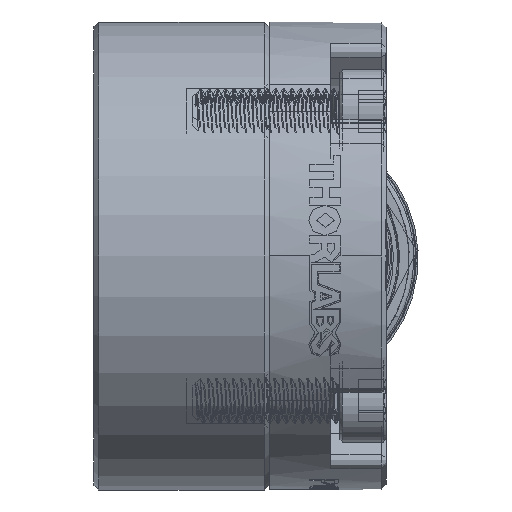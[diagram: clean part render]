
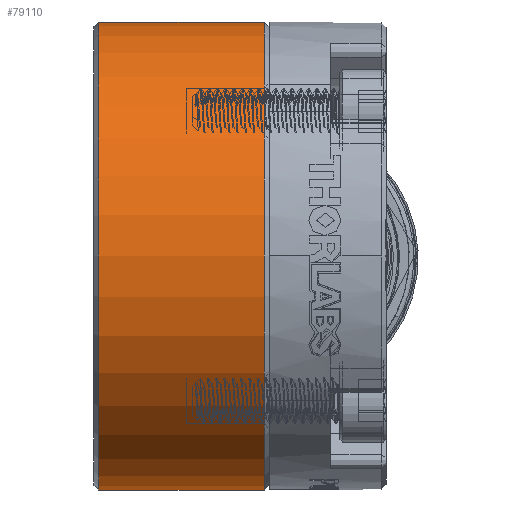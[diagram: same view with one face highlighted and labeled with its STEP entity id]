
A CAD part, front view. The second image highlights one B-rep face of the part: STEP entity #79110.
In plain terms, the highlighted cylindrical face has radius 12.7 mm (diameter 25.4 mm), a partial arc.
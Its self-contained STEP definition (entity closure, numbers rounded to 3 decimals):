
#3208 = VERTEX_POINT ( 'NONE', #63854 ) ;
#8205 = CARTESIAN_POINT ( 'NONE',  ( 1.52, 20.32, 7.62 ) ) ;
#9049 = VERTEX_POINT ( 'NONE', #27349 ) ;
#11160 = CARTESIAN_POINT ( 'NONE',  ( 1.27, 20.32, 7.62 ) ) ;
#12313 = CIRCLE ( 'NONE', #21432, 12.7 ) ;
#12432 = CARTESIAN_POINT ( 'NONE',  ( 1.27, 20.32, 33.02 ) ) ;
#12626 = EDGE_CURVE ( 'NONE', #37006, #9049, #71502, .T. ) ;
#15994 = DIRECTION ( 'NONE',  ( 0., 0., -1. ) ) ;
#17179 = VECTOR ( 'NONE', #33636, 1000. ) ;
#19388 = ORIENTED_EDGE ( 'NONE', *, *, #53432, .T. ) ;
#20882 = EDGE_LOOP ( 'NONE', ( #28404, #69986, #70739, #19388 ) ) ;
#21432 = AXIS2_PLACEMENT_3D ( 'NONE', #62053, #30578, #36642 ) ;
#24861 = FACE_OUTER_BOUND ( 'NONE', #20882, .T. ) ;
#26339 = CARTESIAN_POINT ( 'NONE',  ( 1.52, 20.32, 33.02 ) ) ;
#27349 = CARTESIAN_POINT ( 'NONE',  ( 10.52, 20.32, 33.02 ) ) ;
#27458 = DIRECTION ( 'NONE',  ( 1., 0., 0. ) ) ;
#28404 = ORIENTED_EDGE ( 'NONE', *, *, #12626, .F. ) ;
#28540 = CARTESIAN_POINT ( 'NONE',  ( 1.52, 20.32, 20.32 ) ) ;
#30163 = VERTEX_POINT ( 'NONE', #8205 ) ;
#30578 = DIRECTION ( 'NONE',  ( -1., 0., 0. ) ) ;
#33362 = CARTESIAN_POINT ( 'NONE',  ( 1.27, 20.32, 20.32 ) ) ;
#33636 = DIRECTION ( 'NONE',  ( 1., 0., 0. ) ) ;
#34260 = AXIS2_PLACEMENT_3D ( 'NONE', #33362, #46332, #15994 ) ;
#36642 = DIRECTION ( 'NONE',  ( 0., 0., 1. ) ) ;
#37006 = VERTEX_POINT ( 'NONE', #26339 ) ;
#46332 = DIRECTION ( 'NONE',  ( 1., 0., 0. ) ) ;
#52796 = DIRECTION ( 'NONE',  ( 0., 0., 1. ) ) ;
#53432 = EDGE_CURVE ( 'NONE', #3208, #9049, #12313, .T. ) ;
#53772 = EDGE_CURVE ( 'NONE', #37006, #30163, #58650, .T. ) ;
#54389 = VECTOR ( 'NONE', #74630, 1000. ) ;
#58650 = CIRCLE ( 'NONE', #67979, 12.7 ) ;
#59878 = EDGE_CURVE ( 'NONE', #30163, #3208, #76119, .T. ) ;
#62053 = CARTESIAN_POINT ( 'NONE',  ( 10.52, 20.32, 20.32 ) ) ;
#63854 = CARTESIAN_POINT ( 'NONE',  ( 10.52, 20.32, 7.62 ) ) ;
#67979 = AXIS2_PLACEMENT_3D ( 'NONE', #28540, #27458, #52796 ) ;
#69986 = ORIENTED_EDGE ( 'NONE', *, *, #53772, .T. ) ;
#70739 = ORIENTED_EDGE ( 'NONE', *, *, #59878, .T. ) ;
#71502 = LINE ( 'NONE', #12432, #17179 ) ;
#74630 = DIRECTION ( 'NONE',  ( 1., 0., 0. ) ) ;
#76119 = LINE ( 'NONE', #11160, #54389 ) ;
#77203 = CYLINDRICAL_SURFACE ( 'NONE', #34260, 12.7 ) ;
#79110 = ADVANCED_FACE ( 'NONE', ( #24861 ), #77203, .T. ) ;
